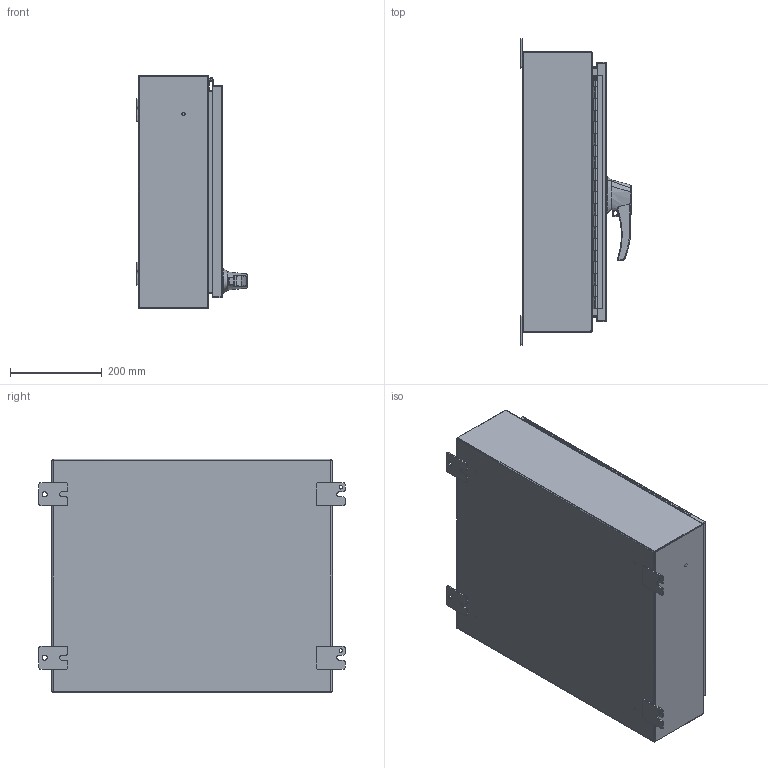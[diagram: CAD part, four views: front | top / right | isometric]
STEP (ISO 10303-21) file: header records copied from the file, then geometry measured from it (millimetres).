
FILE_DESCRIPTION (( 'STEP AP214' ), '1' );
FILE_NAME ('HW24206SSHK.STEP', '2019-08-27T14:25:57', ( '' ), ( '' ), 'SwSTEP 2.0', 'SolidWorks 2018', '' );
FILE_SCHEMA (( 'AUTOMOTIVE_DESIGN' ));
Length unit declared in the file: inch
Products named in the file (1): HW24206SSHK
Bounding box: 240.03 x 666.75 x 508 mm (x, y, z)
Volume: 2514346.1 mm3; surface area: 2505095.8 mm2
Topology: 46 solids, 47 shells, 1423 faces, 3568 edges, 2267 vertices
Faces by surface type: plane 699, cylinder 569, bspline 111, cone 44
Entity records: 101310 total; most frequent: CARTESIAN_POINT 48851, ORIENTED_EDGE 7120, DIRECTION 6589, EDGE_CURVE 3560, AXIS2_PLACEMENT_3D 2268, VERTEX_POINT 2267, LINE 2053, VECTOR 2053
